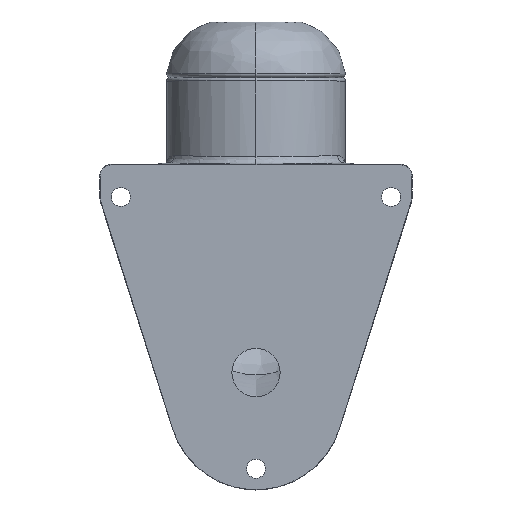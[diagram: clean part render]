
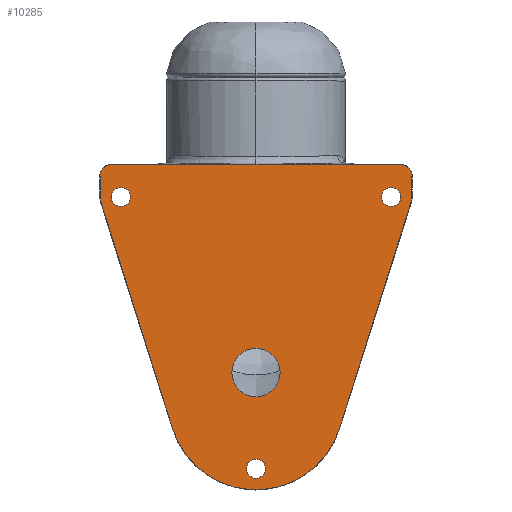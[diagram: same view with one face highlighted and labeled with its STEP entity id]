
A CAD part, top view. The second image highlights one B-rep face of the part: STEP entity #10285.
In plain terms, the highlighted planar face has unit normal (0, 0, 1).
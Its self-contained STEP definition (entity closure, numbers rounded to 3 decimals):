
#9935=CARTESIAN_POINT('',(-35.5,-8.44,1.6));
#9936=DIRECTION('',(0.,0.,1.));
#9937=DIRECTION('',(1.,0.,0.));
#9938=AXIS2_PLACEMENT_3D('',#9935,#9936,#9937);
#9940=CARTESIAN_POINT('',(-35.5,-8.44,1.6));
#9941=DIRECTION('',(0.,0.,1.));
#9942=DIRECTION('',(-1.,0.,0.));
#9943=AXIS2_PLACEMENT_3D('',#9940,#9941,#9942);
#9945=CARTESIAN_POINT('',(35.5,-8.44,1.6));
#9946=DIRECTION('',(0.,0.,1.));
#9947=DIRECTION('',(1.,0.,0.));
#9948=AXIS2_PLACEMENT_3D('',#9945,#9946,#9947);
#9950=CARTESIAN_POINT('',(35.5,-8.44,1.6));
#9951=DIRECTION('',(0.,0.,1.));
#9952=DIRECTION('',(-1.,0.,0.));
#9953=AXIS2_PLACEMENT_3D('',#9950,#9951,#9952);
#9955=CARTESIAN_POINT('',(0.,-79.84,1.6));
#9956=DIRECTION('',(0.,0.,1.));
#9957=DIRECTION('',(1.,0.,0.));
#9958=AXIS2_PLACEMENT_3D('',#9955,#9956,#9957);
#9960=CARTESIAN_POINT('',(0.,-79.84,1.6));
#9961=DIRECTION('',(0.,0.,1.));
#9962=DIRECTION('',(-1.,0.,0.));
#9963=AXIS2_PLACEMENT_3D('',#9960,#9961,#9962);
#9965=CARTESIAN_POINT('',(0.,-54.57,1.6));
#9966=DIRECTION('',(0.,0.,-1.));
#9967=DIRECTION('',(-1.,0.,0.));
#9968=AXIS2_PLACEMENT_3D('',#9965,#9966,#9967);
#9970=CARTESIAN_POINT('',(0.,-54.57,1.6));
#9971=DIRECTION('',(0.,0.,-1.));
#9972=DIRECTION('',(1.,0.,0.));
#9973=AXIS2_PLACEMENT_3D('',#9970,#9971,#9972);
#9975=CARTESIAN_POINT('',(37.95,-3.,1.6));
#9976=DIRECTION('',(0.,0.,1.));
#9977=DIRECTION('',(1.,0.,0.));
#9978=AXIS2_PLACEMENT_3D('',#9975,#9976,#9977);
#9980=DIRECTION('',(0.,1.,0.));
#9981=VECTOR('',#9980,5.141);
#9982=CARTESIAN_POINT('',(40.95,-8.141,1.6));
#9983=LINE('',#9982,#9981);
#9984=CARTESIAN_POINT('',(35.5,-8.141,1.6));
#9985=DIRECTION('',(0.,0.,1.));
#9986=DIRECTION('',(0.954,-0.301,0.));
#9987=AXIS2_PLACEMENT_3D('',#9984,#9985,#9986);
#9989=DIRECTION('',(0.301,0.954,0.));
#9990=VECTOR('',#9989,62.394);
#9991=CARTESIAN_POINT('',(21.935,-69.286,1.6));
#9992=LINE('',#9991,#9990);
#9993=CARTESIAN_POINT('',(0.,-62.37,1.6));
#9994=DIRECTION('',(0.,0.,1.));
#9995=DIRECTION('',(-0.954,-0.301,0.));
#9996=AXIS2_PLACEMENT_3D('',#9993,#9994,#9995);
#9998=DIRECTION('',(0.301,-0.954,0.));
#9999=VECTOR('',#9998,62.394);
#10000=CARTESIAN_POINT('',(-40.698,-9.78,1.6));
#10001=LINE('',#10000,#9999);
#10002=CARTESIAN_POINT('',(-35.5,-8.141,1.6));
#10003=DIRECTION('',(0.,0.,1.));
#10004=DIRECTION('',(-1.,0.,0.));
#10005=AXIS2_PLACEMENT_3D('',#10002,#10003,#10004);
#10007=DIRECTION('',(0.,-1.,0.));
#10008=VECTOR('',#10007,5.141);
#10009=CARTESIAN_POINT('',(-40.95,-3.,1.6));
#10010=LINE('',#10009,#10008);
#10011=CARTESIAN_POINT('',(-37.95,-3.,1.6));
#10012=DIRECTION('',(0.,0.,1.));
#10013=DIRECTION('',(0.,1.,0.));
#10014=AXIS2_PLACEMENT_3D('',#10011,#10012,#10013);
#10016=DIRECTION('',(-1.,0.,0.));
#10017=VECTOR('',#10016,75.9);
#10018=CARTESIAN_POINT('',(37.95,0.,1.6));
#10019=LINE('',#10018,#10017);
#10096=CARTESIAN_POINT('',(-40.95,-8.141,1.6));
#10097=CARTESIAN_POINT('',(-40.698,-9.78,1.6));
#10098=VERTEX_POINT('',#10096);
#10099=VERTEX_POINT('',#10097);
#10100=CARTESIAN_POINT('',(-21.935,-69.286,1.6));
#10101=VERTEX_POINT('',#10100);
#10102=CARTESIAN_POINT('',(21.935,-69.286,1.6));
#10103=VERTEX_POINT('',#10102);
#10104=CARTESIAN_POINT('',(40.698,-9.78,1.6));
#10105=VERTEX_POINT('',#10104);
#10106=CARTESIAN_POINT('',(40.95,-8.141,1.6));
#10107=VERTEX_POINT('',#10106);
#10120=CARTESIAN_POINT('',(-33.,-8.44,1.6));
#10121=CARTESIAN_POINT('',(-38.,-8.44,1.6));
#10122=VERTEX_POINT('',#10120);
#10123=VERTEX_POINT('',#10121);
#10124=CARTESIAN_POINT('',(38.,-8.44,1.6));
#10125=CARTESIAN_POINT('',(33.,-8.44,1.6));
#10126=VERTEX_POINT('',#10124);
#10127=VERTEX_POINT('',#10125);
#10128=CARTESIAN_POINT('',(2.5,-79.84,1.6));
#10129=CARTESIAN_POINT('',(-2.5,-79.84,1.6));
#10130=VERTEX_POINT('',#10128);
#10131=VERTEX_POINT('',#10129);
#10136=CARTESIAN_POINT('',(-6.35,-54.57,1.6));
#10137=CARTESIAN_POINT('',(6.35,-54.57,1.6));
#10138=VERTEX_POINT('',#10136);
#10139=VERTEX_POINT('',#10137);
#10144=CARTESIAN_POINT('',(40.95,-3.,1.6));
#10145=VERTEX_POINT('',#10144);
#10146=CARTESIAN_POINT('',(37.95,0.,1.6));
#10147=VERTEX_POINT('',#10146);
#10152=CARTESIAN_POINT('',(-37.95,0.,1.6));
#10153=VERTEX_POINT('',#10152);
#10154=CARTESIAN_POINT('',(-40.95,-3.,1.6));
#10155=VERTEX_POINT('',#10154);
#10236=CARTESIAN_POINT('',(0.,0.,1.6));
#10237=DIRECTION('',(0.,0.,1.));
#10238=DIRECTION('',(1.,0.,0.));
#10239=AXIS2_PLACEMENT_3D('',#10236,#10237,#10238);
#10240=PLANE('',#10239);
#10242=ORIENTED_EDGE('',*,*,#10241,.F.);
#10244=ORIENTED_EDGE('',*,*,#10243,.F.);
#10246=ORIENTED_EDGE('',*,*,#10245,.F.);
#10248=ORIENTED_EDGE('',*,*,#10247,.F.);
#10250=ORIENTED_EDGE('',*,*,#10249,.F.);
#10252=ORIENTED_EDGE('',*,*,#10251,.F.);
#10254=ORIENTED_EDGE('',*,*,#10253,.F.);
#10256=ORIENTED_EDGE('',*,*,#10255,.F.);
#10258=ORIENTED_EDGE('',*,*,#10257,.F.);
#10260=ORIENTED_EDGE('',*,*,#10259,.F.);
#10261=EDGE_LOOP('',(#10242,#10244,#10246,#10248,#10250,#10252,#10254,#10256,
#10258,#10260));
#10262=FACE_OUTER_BOUND('',#10261,.F.);
#10264=ORIENTED_EDGE('',*,*,#10263,.T.);
#10266=ORIENTED_EDGE('',*,*,#10265,.T.);
#10267=EDGE_LOOP('',(#10264,#10266));
#10268=FACE_BOUND('',#10267,.F.);
#10270=ORIENTED_EDGE('',*,*,#10269,.T.);
#10272=ORIENTED_EDGE('',*,*,#10271,.T.);
#10273=EDGE_LOOP('',(#10270,#10272));
#10274=FACE_BOUND('',#10273,.F.);
#10276=ORIENTED_EDGE('',*,*,#10275,.F.);
#10278=ORIENTED_EDGE('',*,*,#10277,.F.);
#10279=EDGE_LOOP('',(#10276,#10278));
#10280=FACE_BOUND('',#10279,.F.);
#10281=ORIENTED_EDGE('',*,*,#10216,.T.);
#10282=ORIENTED_EDGE('',*,*,#10230,.T.);
#10283=EDGE_LOOP('',(#10281,#10282));
#10284=FACE_BOUND('',#10283,.F.);
#10285=ADVANCED_FACE('',(#10262,#10268,#10274,#10280,#10284),#10240,.T.);
#9939=CIRCLE('',#9938,2.5);
#9944=CIRCLE('',#9943,2.5);
#9949=CIRCLE('',#9948,2.5);
#9954=CIRCLE('',#9953,2.5);
#9959=CIRCLE('',#9958,2.5);
#9964=CIRCLE('',#9963,2.5);
#9969=CIRCLE('',#9968,6.35);
#9974=CIRCLE('',#9973,6.35);
#9979=CIRCLE('',#9978,3.);
#9988=CIRCLE('',#9987,5.45);
#9997=CIRCLE('',#9996,23.);
#10006=CIRCLE('',#10005,5.45);
#10015=CIRCLE('',#10014,3.);
#10216=EDGE_CURVE('',#10122,#10123,#9939,.T.);
#10230=EDGE_CURVE('',#10123,#10122,#9944,.T.);
#10241=EDGE_CURVE('',#10145,#10147,#9979,.T.);
#10243=EDGE_CURVE('',#10107,#10145,#9983,.T.);
#10245=EDGE_CURVE('',#10105,#10107,#9988,.T.);
#10247=EDGE_CURVE('',#10103,#10105,#9992,.T.);
#10249=EDGE_CURVE('',#10101,#10103,#9997,.T.);
#10251=EDGE_CURVE('',#10099,#10101,#10001,.T.);
#10253=EDGE_CURVE('',#10098,#10099,#10006,.T.);
#10255=EDGE_CURVE('',#10155,#10098,#10010,.T.);
#10257=EDGE_CURVE('',#10153,#10155,#10015,.T.);
#10259=EDGE_CURVE('',#10147,#10153,#10019,.T.);
#10263=EDGE_CURVE('',#10126,#10127,#9949,.T.);
#10265=EDGE_CURVE('',#10127,#10126,#9954,.T.);
#10269=EDGE_CURVE('',#10130,#10131,#9959,.T.);
#10271=EDGE_CURVE('',#10131,#10130,#9964,.T.);
#10275=EDGE_CURVE('',#10138,#10139,#9969,.T.);
#10277=EDGE_CURVE('',#10139,#10138,#9974,.T.);
